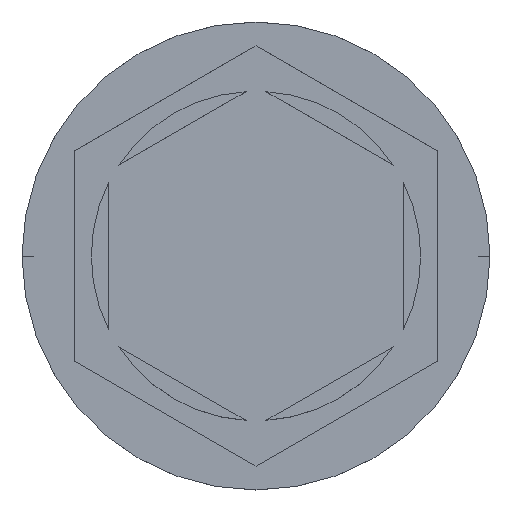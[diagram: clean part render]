
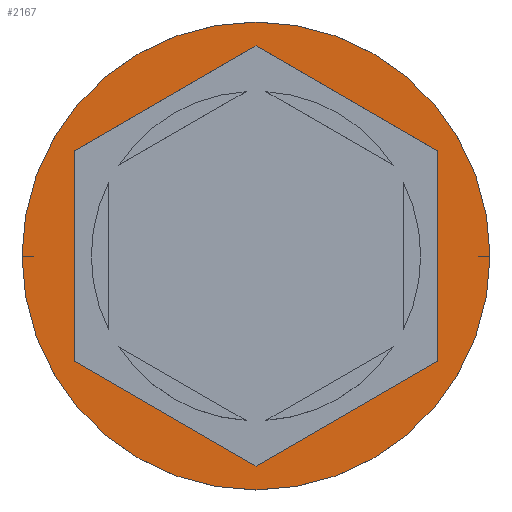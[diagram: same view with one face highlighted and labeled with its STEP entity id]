
A CAD part, top view. The second image highlights one B-rep face of the part: STEP entity #2167.
In plain terms, the highlighted planar face has unit normal (0, 0, 1).
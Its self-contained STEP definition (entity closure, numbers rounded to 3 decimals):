
#5 = VERTEX_POINT ( 'NONE', #342 ) ;
#149 = CARTESIAN_POINT ( 'NONE',  ( 5.25, -3.031, 0. ) ) ;
#204 = CIRCLE ( 'NONE', #3582, 6.75 ) ;
#210 = VECTOR ( 'NONE', #2023, 1000. ) ;
#243 = CARTESIAN_POINT ( 'NONE',  ( 6.75, 0., 0. ) ) ;
#245 = DIRECTION ( 'NONE',  ( 0., 1., 0. ) ) ;
#342 = CARTESIAN_POINT ( 'NONE',  ( 0., 6.062, 0. ) ) ;
#414 = EDGE_CURVE ( 'NONE', #1778, #895, #3095, .T. ) ;
#445 = CARTESIAN_POINT ( 'NONE',  ( 0., 0., 0. ) ) ;
#550 = CARTESIAN_POINT ( 'NONE',  ( -5.25, 3.031, 0. ) ) ;
#603 = EDGE_CURVE ( 'NONE', #1970, #2578, #799, .T. ) ;
#683 = VECTOR ( 'NONE', #2943, 1000. ) ;
#712 = EDGE_CURVE ( 'NONE', #2680, #5, #3000, .T. ) ;
#728 = PLANE ( 'NONE',  #1438 ) ;
#738 = VERTEX_POINT ( 'NONE', #1472 ) ;
#785 = EDGE_CURVE ( 'NONE', #895, #1778, #204, .T. ) ;
#799 = LINE ( 'NONE', #1687, #683 ) ;
#895 = VERTEX_POINT ( 'NONE', #1798 ) ;
#909 = EDGE_CURVE ( 'NONE', #5, #1424, #1700, .T. ) ;
#1064 = CARTESIAN_POINT ( 'NONE',  ( 0., 0., 0. ) ) ;
#1126 = ORIENTED_EDGE ( 'NONE', *, *, #785, .T. ) ;
#1191 = DIRECTION ( 'NONE',  ( 0., 0., 1. ) ) ;
#1290 = FACE_OUTER_BOUND ( 'NONE', #2029, .T. ) ;
#1397 = LINE ( 'NONE', #2086, #2186 ) ;
#1424 = VERTEX_POINT ( 'NONE', #550 ) ;
#1428 = AXIS2_PLACEMENT_3D ( 'NONE', #1064, #3680, #2633 ) ;
#1438 = AXIS2_PLACEMENT_3D ( 'NONE', #445, #2806, #1957 ) ;
#1472 = CARTESIAN_POINT ( 'NONE',  ( -5.25, -3.031, 0. ) ) ;
#1538 = ORIENTED_EDGE ( 'NONE', *, *, #712, .F. ) ;
#1582 = EDGE_CURVE ( 'NONE', #1424, #738, #2058, .T. ) ;
#1661 = CARTESIAN_POINT ( 'NONE',  ( -5.25, -3.031, 0. ) ) ;
#1665 = ORIENTED_EDGE ( 'NONE', *, *, #414, .T. ) ;
#1687 = CARTESIAN_POINT ( 'NONE',  ( 0., -6.062, 0. ) ) ;
#1700 = LINE ( 'NONE', #1720, #3529 ) ;
#1720 = CARTESIAN_POINT ( 'NONE',  ( 0., 6.062, 0. ) ) ;
#1743 = CARTESIAN_POINT ( 'NONE',  ( -5.25, 3.031, 0. ) ) ;
#1744 = DIRECTION ( 'NONE',  ( -0.866, -0.5, 0. ) ) ;
#1778 = VERTEX_POINT ( 'NONE', #243 ) ;
#1798 = CARTESIAN_POINT ( 'NONE',  ( -6.75, 0., 0. ) ) ;
#1942 = ORIENTED_EDGE ( 'NONE', *, *, #909, .F. ) ;
#1957 = DIRECTION ( 'NONE',  ( 1., 0., 0. ) ) ;
#1970 = VERTEX_POINT ( 'NONE', #2707 ) ;
#2023 = DIRECTION ( 'NONE',  ( 0., -1., 0. ) ) ;
#2029 = EDGE_LOOP ( 'NONE', ( #1665, #1126 ) ) ;
#2058 = LINE ( 'NONE', #1743, #210 ) ;
#2059 = CARTESIAN_POINT ( 'NONE',  ( 5.25, 3.031, 0. ) ) ;
#2086 = CARTESIAN_POINT ( 'NONE',  ( 5.25, -3.031, 0. ) ) ;
#2167 = ADVANCED_FACE ( 'NONE', ( #2528, #1290 ), #728, .T. ) ;
#2179 = EDGE_LOOP ( 'NONE', ( #1538, #2607, #3653, #3596, #2740, #1942 ) ) ;
#2186 = VECTOR ( 'NONE', #245, 1000. ) ;
#2195 = CARTESIAN_POINT ( 'NONE',  ( 5.25, 3.031, 0. ) ) ;
#2226 = LINE ( 'NONE', #1661, #3042 ) ;
#2528 = FACE_BOUND ( 'NONE', #2179, .T. ) ;
#2578 = VERTEX_POINT ( 'NONE', #149 ) ;
#2607 = ORIENTED_EDGE ( 'NONE', *, *, #2849, .F. ) ;
#2633 = DIRECTION ( 'NONE',  ( 1., 0., 0. ) ) ;
#2659 = CARTESIAN_POINT ( 'NONE',  ( 0., 0., 0. ) ) ;
#2680 = VERTEX_POINT ( 'NONE', #2195 ) ;
#2704 = EDGE_CURVE ( 'NONE', #738, #1970, #2226, .T. ) ;
#2707 = CARTESIAN_POINT ( 'NONE',  ( 0., -6.062, 0. ) ) ;
#2740 = ORIENTED_EDGE ( 'NONE', *, *, #1582, .F. ) ;
#2806 = DIRECTION ( 'NONE',  ( 0., 0., 1. ) ) ;
#2849 = EDGE_CURVE ( 'NONE', #2578, #2680, #1397, .T. ) ;
#2943 = DIRECTION ( 'NONE',  ( 0.866, 0.5, 0. ) ) ;
#3000 = LINE ( 'NONE', #2059, #3032 ) ;
#3032 = VECTOR ( 'NONE', #3588, 1000. ) ;
#3042 = VECTOR ( 'NONE', #3437, 1000. ) ;
#3095 = CIRCLE ( 'NONE', #1428, 6.75 ) ;
#3437 = DIRECTION ( 'NONE',  ( 0.866, -0.5, 0. ) ) ;
#3529 = VECTOR ( 'NONE', #1744, 1000. ) ;
#3559 = DIRECTION ( 'NONE',  ( 1., 0., 0. ) ) ;
#3582 = AXIS2_PLACEMENT_3D ( 'NONE', #2659, #1191, #3559 ) ;
#3588 = DIRECTION ( 'NONE',  ( -0.866, 0.5, 0. ) ) ;
#3596 = ORIENTED_EDGE ( 'NONE', *, *, #2704, .F. ) ;
#3653 = ORIENTED_EDGE ( 'NONE', *, *, #603, .F. ) ;
#3680 = DIRECTION ( 'NONE',  ( 0., 0., 1. ) ) ;
